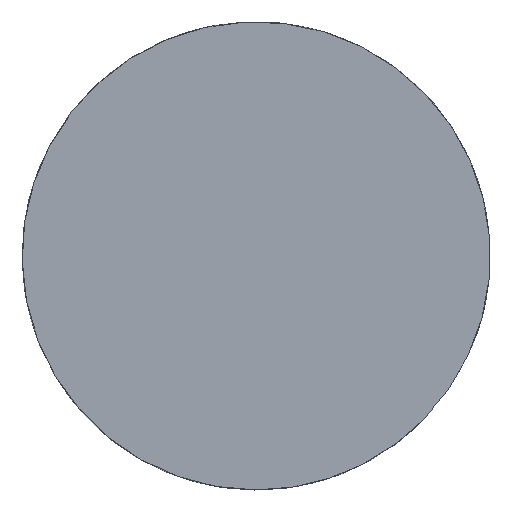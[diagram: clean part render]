
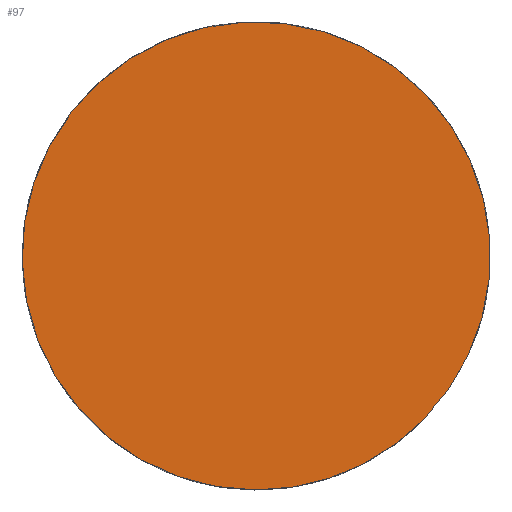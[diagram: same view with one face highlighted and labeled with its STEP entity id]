
A CAD part, top view. The second image highlights one B-rep face of the part: STEP entity #97.
In plain terms, the highlighted planar face has unit normal (0, 0, 1).
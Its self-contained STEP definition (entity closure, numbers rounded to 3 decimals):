
#97=ADVANCED_FACE('',(#105),#106,.T.);
#105=FACE_OUTER_BOUND('',#281,.T.);
#106=PLANE('',#282);
#281=EDGE_LOOP('',(#289));
#282=AXIS2_PLACEMENT_3D('',#290,#291,#292);
#289=ORIENTED_EDGE('',*,*,#293,.F.);
#290=CARTESIAN_POINT('',(0.0,0.0,8.823));
#291=DIRECTION('',(0.0,0.0,1.0));
#292=DIRECTION('',(1.0,0.0,0.0));
#293=EDGE_CURVE('',#295,#295,#296,.T.);
#295=VERTEX_POINT('',#299);
#296=CIRCLE('',#300,100.0);
#299=CARTESIAN_POINT('',(0.,-100.0,8.823));
#300=AXIS2_PLACEMENT_3D('',#336,#337,#338);
#336=CARTESIAN_POINT('',(0.0,0.0,8.823));
#337=DIRECTION('',(0.0,0.0,-1.0));
#338=DIRECTION('',(0.0,1.0,0.0));
